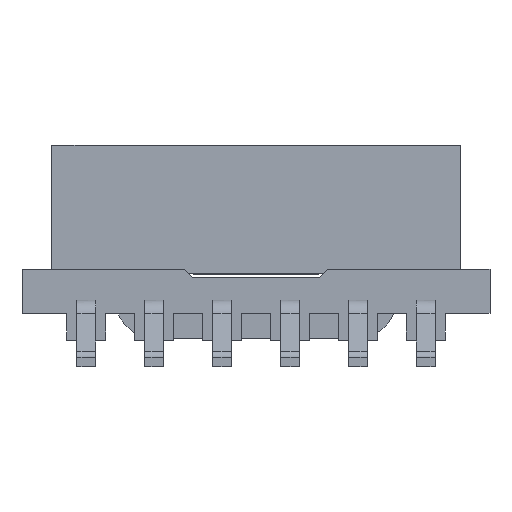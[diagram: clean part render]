
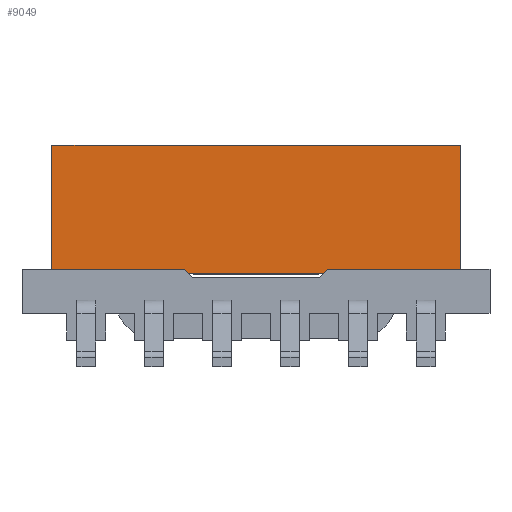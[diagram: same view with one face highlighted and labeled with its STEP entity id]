
A CAD part, front view. The second image highlights one B-rep face of the part: STEP entity #9049.
In plain terms, the highlighted free-form (B-spline) face has degree [1, 1] with [2, 2] control points.
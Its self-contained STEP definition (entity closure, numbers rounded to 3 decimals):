
#8051 = VERTEX_POINT('',#8052);
#8052 = CARTESIAN_POINT('',(8.151,-8.151,
    -1.064));
#8057 = EDGE_CURVE('',#8051,#8058,#8060,.T.);
#8058 = VERTEX_POINT('',#8059);
#8059 = CARTESIAN_POINT('',(2.865,-8.151,
    -1.064));
#8060 = B_SPLINE_CURVE_WITH_KNOTS('',1,(#8061,#8062),.UNSPECIFIED.,.F.,
  .F.,(2,2),(1.091,6.059),.PIECEWISE_BEZIER_KNOTS.);
#8061 = CARTESIAN_POINT('',(8.151,-8.151,
    -1.064));
#8062 = CARTESIAN_POINT('',(2.865,-8.151,
    -1.064));
#8477 = EDGE_CURVE('',#8478,#8480,#8482,.T.);
#8478 = VERTEX_POINT('',#8479);
#8479 = CARTESIAN_POINT('',(-2.865,-8.151,
    -1.064));
#8480 = VERTEX_POINT('',#8481);
#8481 = CARTESIAN_POINT('',(-8.121,-8.151,
    -1.064));
#8482 = B_SPLINE_CURVE_WITH_KNOTS('',1,(#8483,#8484),.UNSPECIFIED.,.F.,
  .F.,(2,2),(0.,4.939),
  .PIECEWISE_BEZIER_KNOTS.);
#8483 = CARTESIAN_POINT('',(-2.865,-8.151,
    -1.064));
#8484 = CARTESIAN_POINT('',(-8.121,-8.151,
    -1.064));
#8684 = EDGE_CURVE('',#8058,#8685,#8687,.T.);
#8685 = VERTEX_POINT('',#8686);
#8686 = CARTESIAN_POINT('',(2.705,-8.151,
    -1.224));
#8687 = B_SPLINE_CURVE_WITH_KNOTS('',1,(#8688,#8689),.UNSPECIFIED.,.F.,
  .F.,(2,2),(0.083,0.295),
  .PIECEWISE_BEZIER_KNOTS.);
#8688 = CARTESIAN_POINT('',(2.865,-8.151,
    -1.064));
#8689 = CARTESIAN_POINT('',(2.705,-8.151,
    -1.224));
#8860 = VERTEX_POINT('',#8861);
#8861 = CARTESIAN_POINT('',(-2.705,-8.151,
    -1.224));
#8866 = EDGE_CURVE('',#8860,#8478,#8867,.T.);
#8867 = B_SPLINE_CURVE_WITH_KNOTS('',1,(#8868,#8869),.UNSPECIFIED.,.F.,
  .F.,(2,2),(0.212,0.424),.PIECEWISE_BEZIER_KNOTS.);
#8868 = CARTESIAN_POINT('',(-2.705,-8.151,
    -1.224));
#8869 = CARTESIAN_POINT('',(-2.865,-8.151,
    -1.064));
#8909 = VERTEX_POINT('',#8910);
#8910 = CARTESIAN_POINT('',(8.151,-8.151,
    3.885));
#8915 = EDGE_CURVE('',#8051,#8909,#8916,.T.);
#8916 = B_SPLINE_CURVE_WITH_KNOTS('',1,(#8917,#8918),.UNSPECIFIED.,.F.,
  .F.,(2,2),(0.15,4.8),.PIECEWISE_BEZIER_KNOTS.);
#8917 = CARTESIAN_POINT('',(8.151,-8.151,
    -1.064));
#8918 = CARTESIAN_POINT('',(8.151,-8.151,
    3.885));
#8967 = EDGE_CURVE('',#8480,#8968,#8970,.T.);
#8968 = VERTEX_POINT('',#8969);
#8969 = CARTESIAN_POINT('',(-8.121,-8.151,
    3.885));
#8970 = B_SPLINE_CURVE_WITH_KNOTS('',1,(#8971,#8972),.UNSPECIFIED.,.F.,
  .F.,(2,2),(0.15,4.8),.PIECEWISE_BEZIER_KNOTS.);
#8971 = CARTESIAN_POINT('',(-8.121,-8.151,
    -1.064));
#8972 = CARTESIAN_POINT('',(-8.121,-8.151,
    3.885));
#9049 = ADVANCED_FACE('',(#9050),#9068,.T.);
#9050 = FACE_BOUND('',#9051,.T.);
#9051 = EDGE_LOOP('',(#9052,#9053,#9054,#9059,#9060,#9061,#9062,#9067));
#9052 = ORIENTED_EDGE('',*,*,#8057,.F.);
#9053 = ORIENTED_EDGE('',*,*,#8915,.T.);
#9054 = ORIENTED_EDGE('',*,*,#9055,.F.);
#9055 = EDGE_CURVE('',#8968,#8909,#9056,.T.);
#9056 = B_SPLINE_CURVE_WITH_KNOTS('',1,(#9057,#9058),.UNSPECIFIED.,.F.,
  .F.,(2,2),(-15.13,0.159),.PIECEWISE_BEZIER_KNOTS.);
#9057 = CARTESIAN_POINT('',(-8.121,-8.151,
    3.885));
#9058 = CARTESIAN_POINT('',(8.151,-8.151,
    3.885));
#9059 = ORIENTED_EDGE('',*,*,#8967,.F.);
#9060 = ORIENTED_EDGE('',*,*,#8477,.F.);
#9061 = ORIENTED_EDGE('',*,*,#8866,.F.);
#9062 = ORIENTED_EDGE('',*,*,#9063,.T.);
#9063 = EDGE_CURVE('',#8860,#8685,#9064,.T.);
#9064 = B_SPLINE_CURVE_WITH_KNOTS('',1,(#9065,#9066),.UNSPECIFIED.,.F.,
  .F.,(2,2),(-10.041,-4.959),.PIECEWISE_BEZIER_KNOTS.);
#9065 = CARTESIAN_POINT('',(-2.705,-8.151,
    -1.224));
#9066 = CARTESIAN_POINT('',(2.705,-8.151,
    -1.224));
#9067 = ORIENTED_EDGE('',*,*,#8684,.F.);
#9068 = B_SPLINE_SURFACE_WITH_KNOTS('',1,1,(
    (#9069,#9070)
    ,(#9071,#9072
    )),.UNSPECIFIED.,.F.,.F.,.F.,(2,2),(2,2),(-4.8,0.),(
    -15.13,0.159),.PIECEWISE_BEZIER_KNOTS.);
#9069 = CARTESIAN_POINT('',(-8.121,-8.151,
    3.885));
#9070 = CARTESIAN_POINT('',(8.151,-8.151,
    3.885));
#9071 = CARTESIAN_POINT('',(-8.121,-8.151,
    -1.224));
#9072 = CARTESIAN_POINT('',(8.151,-8.151,
    -1.224));
